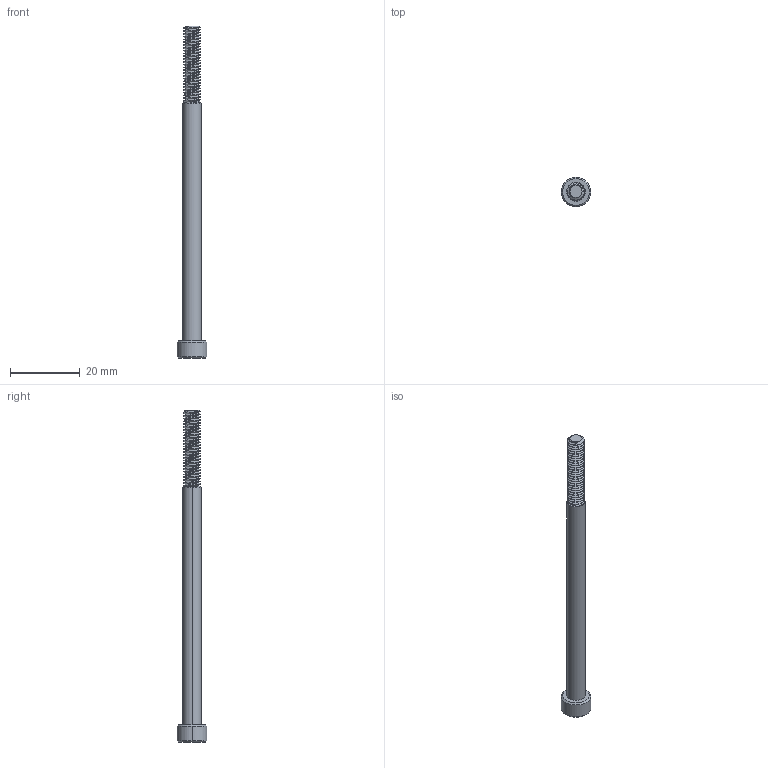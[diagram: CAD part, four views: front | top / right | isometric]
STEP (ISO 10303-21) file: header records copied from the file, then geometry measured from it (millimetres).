
FILE_DESCRIPTION (( 'STEP AP203' ), '1' );
FILE_NAME ('91290A278.step', '2008-08-21T17:57:28', ( '' ), ( '' ), 'SwSTEP 2.0', 'SolidWorks 2006233', '' );
FILE_SCHEMA (( 'CONFIG_CONTROL_DESIGN' ));
Length unit declared in the file: millimetre
Products named in the file (1): 91290A278
Bounding box: 8.5 x 8.5 x 95 mm (x, y, z)
Volume: 2058.9 mm3; surface area: 1929.2 mm2
Topology: 1 solids, 1 shells, 143 faces, 399 edges, 260 vertices
Faces by surface type: cylinder 115, cone 15, plane 11, bspline 2
Entity records: 11291 total; most frequent: CARTESIAN_POINT 8227, ORIENTED_EDGE 798, DIRECTION 472, EDGE_CURVE 399, VERTEX_POINT 260, AXIS2_PLACEMENT_3D 169, EDGE_LOOP 145, ADVANCED_FACE 143
